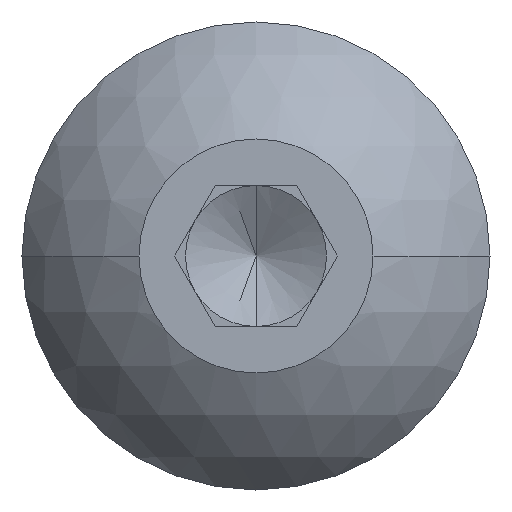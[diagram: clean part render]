
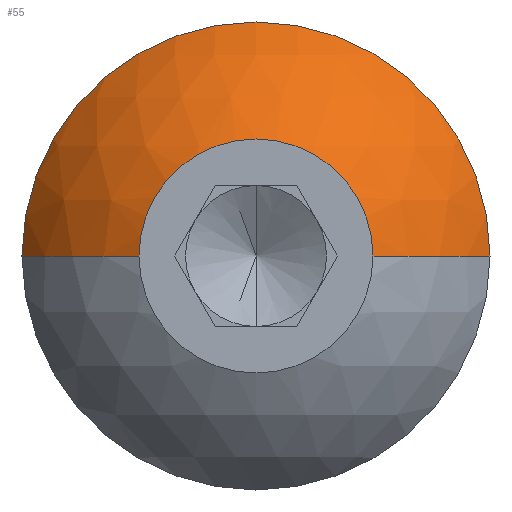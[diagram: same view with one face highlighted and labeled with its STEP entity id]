
A CAD part, left-side view. The second image highlights one B-rep face of the part: STEP entity #55.
In plain terms, the highlighted spherical face has radius 4.584 mm.
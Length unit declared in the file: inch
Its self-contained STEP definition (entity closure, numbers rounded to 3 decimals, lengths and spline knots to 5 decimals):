
#40 = EDGE_CURVE ( 'NONE', #106, #108, #428, .T. ) ;
#43 = VERTEX_POINT ( 'NONE', #418 ) ;
#45 = EDGE_CURVE ( 'NONE', #291, #43, #499, .T. ) ;
#50 = EDGE_CURVE ( 'NONE', #108, #43, #489, .T. ) ;
#55 = ADVANCED_FACE ( 'NONE', ( #475 ), #476, .T. ) ;
#56 = ORIENTED_EDGE ( 'NONE', *, *, #40, .F. ) ;
#57 = ORIENTED_EDGE ( 'NONE', *, *, #58, .T. ) ;
#58 = EDGE_CURVE ( 'NONE', #106, #294, #469, .T. ) ;
#59 = ORIENTED_EDGE ( 'NONE', *, *, #293, .T. ) ;
#60 = ORIENTED_EDGE ( 'NONE', *, *, #45, .T. ) ;
#61 = ORIENTED_EDGE ( 'NONE', *, *, #50, .F. ) ;
#88 = EDGE_LOOP ( 'NONE', ( #56, #57, #59, #60, #61 ) ) ;
#106 = VERTEX_POINT ( 'NONE', #374 ) ;
#108 = VERTEX_POINT ( 'NONE', #373 ) ;
#291 = VERTEX_POINT ( 'NONE', #755 ) ;
#293 = EDGE_CURVE ( 'NONE', #294, #291, #754, .T. ) ;
#294 = VERTEX_POINT ( 'NONE', #749 ) ;
#373 = CARTESIAN_POINT ( 'NONE',  ( 0., -0.078, 0. ) ) ;
#374 = CARTESIAN_POINT ( 'NONE',  ( 0.072, -0.156, 0. ) ) ;
#417 = CARTESIAN_POINT ( 'NONE',  ( 0.16275, 0., 0. ) ) ;
#418 = CARTESIAN_POINT ( 'NONE',  ( 0., 0.078, 0. ) ) ;
#424 = DIRECTION ( 'NONE',  ( 0., 1., 0. ) ) ;
#425 = DIRECTION ( 'NONE',  ( 0., 0., -1. ) ) ;
#426 = CARTESIAN_POINT ( 'NONE',  ( 0.16275, 0., 0. ) ) ;
#427 = AXIS2_PLACEMENT_3D ( 'NONE', #426, #425, #424 ) ;
#428 = CIRCLE ( 'NONE', #427, 0.18048 ) ;
#466 = DIRECTION ( 'NONE',  ( 0., 0., 1. ) ) ;
#467 = DIRECTION ( 'NONE',  ( -1., 0., 0. ) ) ;
#468 = AXIS2_PLACEMENT_3D ( 'NONE', #474, #467, #466 ) ;
#469 = CIRCLE ( 'NONE', #468, 0.156 ) ;
#470 = DIRECTION ( 'NONE',  ( 0., 1., 0. ) ) ;
#471 = DIRECTION ( 'NONE',  ( 0., 0., -1. ) ) ;
#472 = CARTESIAN_POINT ( 'NONE',  ( 0.16275, 0., 0. ) ) ;
#473 = AXIS2_PLACEMENT_3D ( 'NONE', #472, #471, #470 ) ;
#474 = CARTESIAN_POINT ( 'NONE',  ( 0.072, 0., 0. ) ) ;
#475 = FACE_OUTER_BOUND ( 'NONE', #88, .T. ) ;
#476 = SPHERICAL_SURFACE ( 'NONE', #473, 0.18048 ) ;
#485 = DIRECTION ( 'NONE',  ( 0., 0., 1. ) ) ;
#486 = DIRECTION ( 'NONE',  ( -1., 0., 0. ) ) ;
#487 = CARTESIAN_POINT ( 'NONE',  ( 0., 0., 0. ) ) ;
#488 = AXIS2_PLACEMENT_3D ( 'NONE', #487, #486, #485 ) ;
#489 = CIRCLE ( 'NONE', #488, 0.078 ) ;
#496 = DIRECTION ( 'NONE',  ( 1., 0., 0. ) ) ;
#497 = DIRECTION ( 'NONE',  ( 0., 0., 1. ) ) ;
#498 = AXIS2_PLACEMENT_3D ( 'NONE', #417, #497, #496 ) ;
#499 = CIRCLE ( 'NONE', #498, 0.18048 ) ;
#749 = CARTESIAN_POINT ( 'NONE',  ( 0.072, 0., 0.156 ) ) ;
#750 = DIRECTION ( 'NONE',  ( 0., 0., 1. ) ) ;
#751 = DIRECTION ( 'NONE',  ( -1., 0., 0. ) ) ;
#752 = CARTESIAN_POINT ( 'NONE',  ( 0.072, 0., 0. ) ) ;
#753 = AXIS2_PLACEMENT_3D ( 'NONE', #752, #751, #750 ) ;
#754 = CIRCLE ( 'NONE', #753, 0.156 ) ;
#755 = CARTESIAN_POINT ( 'NONE',  ( 0.072, 0.156, 0. ) ) ;
